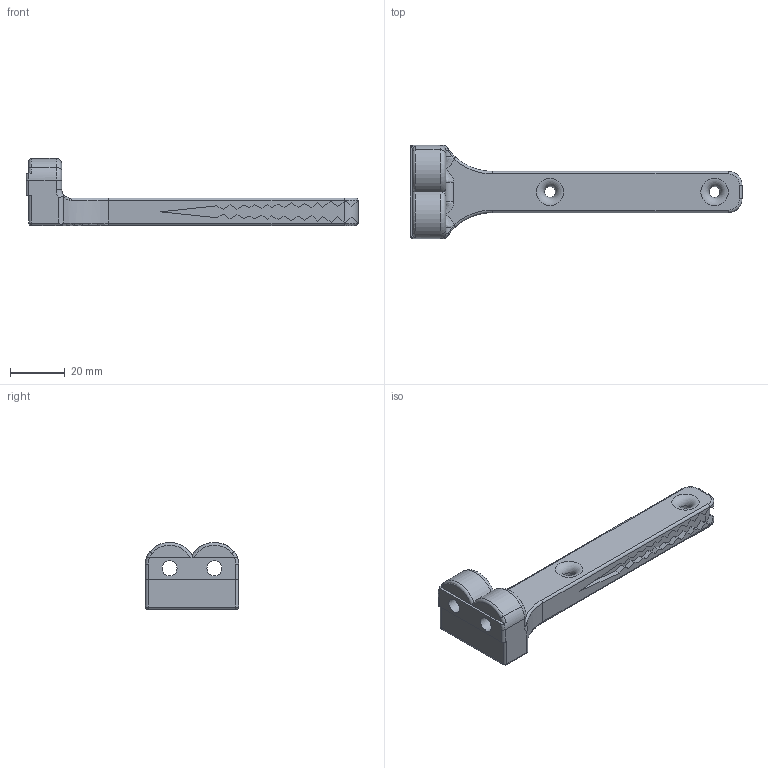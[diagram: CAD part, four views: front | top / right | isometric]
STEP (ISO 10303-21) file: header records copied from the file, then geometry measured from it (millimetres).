
FILE_DESCRIPTION(/* description */ (''),/* implementation_level */ '2;1');
FILE_NAME(/* name */ 'A-Croc_Filament_Guide_2-X.stp',/* time_stamp */ '2020-10-20T10:46:55-07:00',/* author */ (''),/* organization */ (''),/* preprocessor_version */ 'ST-DEVELOPER v18.1',/* originating_system */ 'Autodesk Translation Framework v9.3.0.1241',/* authorisation */ '');
FILE_SCHEMA (('AUTOMOTIVE_DESIGN { 1 0 10303 214 3 1 1 }'));
Length unit declared in the file: millimetre
Products named in the file (1): Filament Guide
Bounding box: 121 x 34 x 24.43 mm (x, y, z)
Volume: 23882.3 mm3; surface area: 9607 mm2
Topology: 1 solids, 1 shells, 190 faces, 531 edges, 336 vertices
Faces by surface type: plane 110, cylinder 41, torus 26, bspline 11, cone 2
Full cylindrical faces by diameter (mm): 2.4 x2, 4 x2, 5.5 x2, 10 x2
Entity records: 6569 total; most frequent: CARTESIAN_POINT 1653, ORIENTED_EDGE 1048, DIRECTION 998, EDGE_CURVE 524, LINE 340, VECTOR 340, VERTEX_POINT 336, AXIS2_PLACEMENT_3D 329
